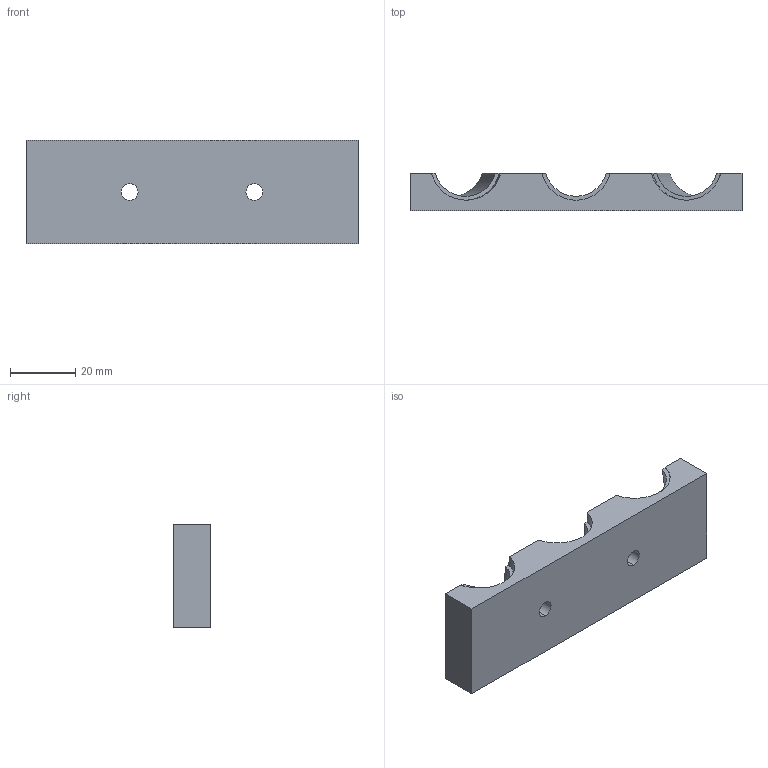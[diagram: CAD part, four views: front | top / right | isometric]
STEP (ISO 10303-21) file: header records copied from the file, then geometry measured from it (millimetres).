
FILE_DESCRIPTION (( 'STEP AP214' ), '1' );
FILE_NAME ('D1300224-v2.STEP', '2016-06-01T17:22:35', ( '' ), ( '' ), 'SwSTEP 2.0', 'SolidWorks 2016', '' );
FILE_SCHEMA (( 'AUTOMOTIVE_DESIGN' ));
Length unit declared in the file: inch
Products named in the file (1): D1300224-v2
Bounding box: 101.6 x 11.43 x 31.75 mm (x, y, z)
Volume: 26819.1 mm3; surface area: 9837.9 mm2
Topology: 1 solids, 1 shells, 24 faces, 66 edges, 44 vertices
Faces by surface type: plane 13, cylinder 11
Entity records: 868 total; most frequent: CARTESIAN_POINT 147, ORIENTED_EDGE 132, DIRECTION 130, EDGE_CURVE 66, VERTEX_POINT 44, VECTOR 44, LINE 44, AXIS2_PLACEMENT_3D 43
